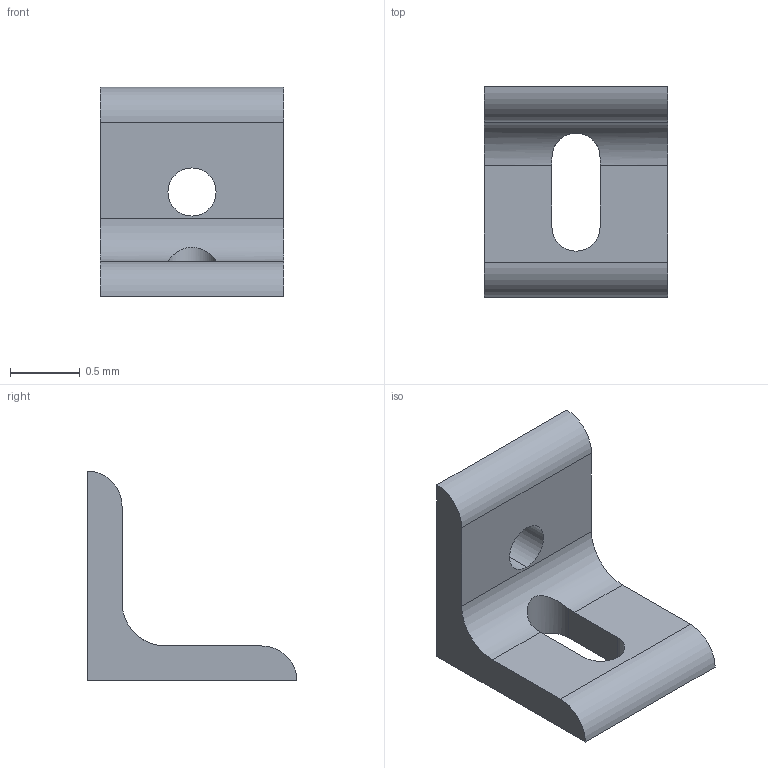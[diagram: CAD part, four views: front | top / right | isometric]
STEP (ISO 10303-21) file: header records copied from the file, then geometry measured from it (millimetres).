
FILE_DESCRIPTION((''),'2;1');
FILE_NAME('15CB4000.stp','2015-07-20T13:23:20',(''),(''),'Mechanical Desktop 2011','Mechanical Desktop 2011',', , ');
FILE_SCHEMA(('CONFIG_CONTROL_DESIGN'));
Length unit declared in the file: millimetre
Products named in the file (1): Product
Bounding box: 1.31 x 1.5 x 1.5 mm (x, y, z)
Volume: 0.8 mm3; surface area: 8.9 mm2
Topology: 1 solids, 1 shells, 15 faces, 44 edges, 30 vertices
Faces by surface type: plane 8, cylinder 7
Entity records: 633 total; most frequent: CARTESIAN_POINT 117, DIRECTION 88, ORIENTED_EDGE 88, EDGE_CURVE 44, AXIS2_PLACEMENT_3D 31, VERTEX_POINT 30, VECTOR 26, LINE 26
